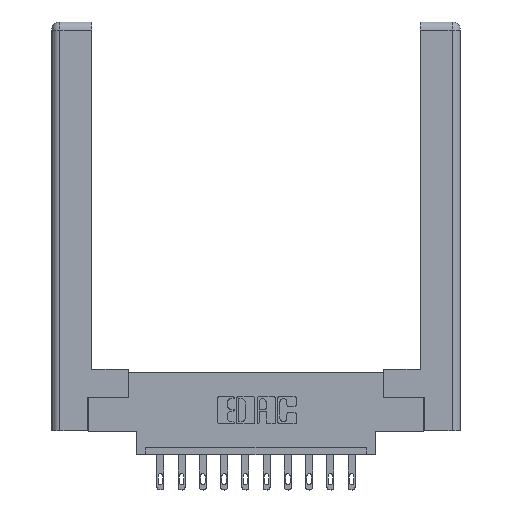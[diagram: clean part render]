
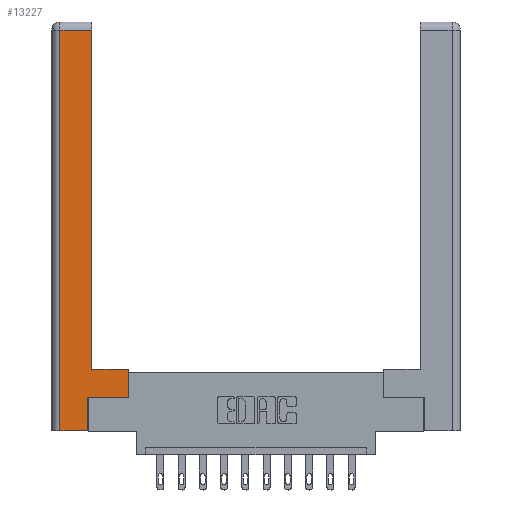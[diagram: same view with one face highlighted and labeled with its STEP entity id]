
A CAD part, top view. The second image highlights one B-rep face of the part: STEP entity #13227.
In plain terms, the highlighted planar face has unit normal (0, 0, 1).
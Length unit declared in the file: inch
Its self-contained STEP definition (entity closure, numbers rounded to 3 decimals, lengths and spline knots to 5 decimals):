
#29 = CARTESIAN_POINT ( 'NONE',  ( 0.265, 0.245, 0. ) ) ;
#266 = LINE ( 'NONE', #1747, #2043 ) ;
#409 = LINE ( 'NONE', #29, #7798 ) ;
#416 = VERTEX_POINT ( 'NONE', #10175 ) ;
#463 = VERTEX_POINT ( 'NONE', #3398 ) ;
#536 = ORIENTED_EDGE ( 'NONE', *, *, #4709, .T. ) ;
#806 = FACE_OUTER_BOUND ( 'NONE', #5795, .T. ) ;
#936 = CARTESIAN_POINT ( 'NONE',  ( 0.295, 0.45, 0. ) ) ;
#1353 = LINE ( 'NONE', #4990, #10112 ) ;
#1680 = DIRECTION ( 'NONE',  ( 0., 1., 0. ) ) ;
#1747 = CARTESIAN_POINT ( 'NONE',  ( 0.0615, 0., 0. ) ) ;
#2043 = VECTOR ( 'NONE', #4029, 39.37008 ) ;
#2458 = EDGE_CURVE ( 'NONE', #3986, #4800, #3256, .T. ) ;
#2936 = DIRECTION ( 'NONE',  ( -1., 0., 0. ) ) ;
#2980 = ORIENTED_EDGE ( 'NONE', *, *, #2458, .T. ) ;
#3021 = EDGE_CURVE ( 'NONE', #4800, #7594, #1353, .T. ) ;
#3256 = LINE ( 'NONE', #6036, #6338 ) ;
#3398 = CARTESIAN_POINT ( 'NONE',  ( 0.0615, 0., 0. ) ) ;
#3529 = CARTESIAN_POINT ( 'NONE',  ( 0.265, 0., 0. ) ) ;
#3707 = EDGE_CURVE ( 'NONE', #11608, #416, #409, .T. ) ;
#3710 = EDGE_CURVE ( 'NONE', #416, #9876, #14222, .T. ) ;
#3879 = VECTOR ( 'NONE', #13654, 39.37008 ) ;
#3986 = VERTEX_POINT ( 'NONE', #4625 ) ;
#4010 = EDGE_CURVE ( 'NONE', #9876, #8787, #4378, .T. ) ;
#4029 = DIRECTION ( 'NONE',  ( 0., -1., 0. ) ) ;
#4293 = CARTESIAN_POINT ( 'NONE',  ( 0.0615, 2.94, 0. ) ) ;
#4340 = VECTOR ( 'NONE', #10821, 39.37008 ) ;
#4378 = LINE ( 'NONE', #6150, #12162 ) ;
#4420 = CARTESIAN_POINT ( 'NONE',  ( 0.565, 0.245, 0. ) ) ;
#4625 = CARTESIAN_POINT ( 'NONE',  ( 0.295, 0.45, 0. ) ) ;
#4709 = EDGE_CURVE ( 'NONE', #7594, #463, #266, .T. ) ;
#4732 = CARTESIAN_POINT ( 'NONE',  ( 0.295, 2.94, 0. ) ) ;
#4748 = ORIENTED_EDGE ( 'NONE', *, *, #5053, .T. ) ;
#4800 = VERTEX_POINT ( 'NONE', #4732 ) ;
#4990 = CARTESIAN_POINT ( 'NONE',  ( 0.0615, 2.94, 0. ) ) ;
#5053 = EDGE_CURVE ( 'NONE', #463, #11608, #13375, .T. ) ;
#5795 = EDGE_LOOP ( 'NONE', ( #2980, #13499, #536, #4748, #13228, #13968, #6516, #6883 ) ) ;
#6036 = CARTESIAN_POINT ( 'NONE',  ( 0.295, 3., 0. ) ) ;
#6150 = CARTESIAN_POINT ( 'NONE',  ( 0.565, 0.45, 0. ) ) ;
#6338 = VECTOR ( 'NONE', #1680, 39.37008 ) ;
#6516 = ORIENTED_EDGE ( 'NONE', *, *, #4010, .T. ) ;
#6883 = ORIENTED_EDGE ( 'NONE', *, *, #7632, .T. ) ;
#7594 = VERTEX_POINT ( 'NONE', #4293 ) ;
#7632 = EDGE_CURVE ( 'NONE', #8787, #3986, #13176, .T. ) ;
#7764 = DIRECTION ( 'NONE',  ( 1., 0., 0. ) ) ;
#7798 = VECTOR ( 'NONE', #12246, 39.37008 ) ;
#8208 = DIRECTION ( 'NONE',  ( -1., 0., 0. ) ) ;
#8320 = DIRECTION ( 'NONE',  ( 0., 0., -1. ) ) ;
#8787 = VERTEX_POINT ( 'NONE', #13546 ) ;
#9365 = CARTESIAN_POINT ( 'NONE',  ( 0.265, 0., 0. ) ) ;
#9406 = PLANE ( 'NONE',  #9688 ) ;
#9688 = AXIS2_PLACEMENT_3D ( 'NONE', #10490, #8320, #2936 ) ;
#9848 = CARTESIAN_POINT ( 'NONE',  ( 0.565, 0.245, 0. ) ) ;
#9876 = VERTEX_POINT ( 'NONE', #9848 ) ;
#10112 = VECTOR ( 'NONE', #8208, 39.37008 ) ;
#10175 = CARTESIAN_POINT ( 'NONE',  ( 0.265, 0.245, 0. ) ) ;
#10490 = CARTESIAN_POINT ( 'NONE',  ( 0., 0., 0. ) ) ;
#10788 = VECTOR ( 'NONE', #7764, 39.37008 ) ;
#10821 = DIRECTION ( 'NONE',  ( -1., 0., 0. ) ) ;
#11568 = DIRECTION ( 'NONE',  ( 0., 1., 0. ) ) ;
#11608 = VERTEX_POINT ( 'NONE', #3529 ) ;
#12162 = VECTOR ( 'NONE', #11568, 39.37008 ) ;
#12246 = DIRECTION ( 'NONE',  ( 0., 1., 0. ) ) ;
#13176 = LINE ( 'NONE', #936, #4340 ) ;
#13227 = ADVANCED_FACE ( 'NONE', ( #806 ), #9406, .F. ) ;
#13228 = ORIENTED_EDGE ( 'NONE', *, *, #3707, .T. ) ;
#13375 = LINE ( 'NONE', #9365, #3879 ) ;
#13499 = ORIENTED_EDGE ( 'NONE', *, *, #3021, .T. ) ;
#13546 = CARTESIAN_POINT ( 'NONE',  ( 0.565, 0.45, 0. ) ) ;
#13654 = DIRECTION ( 'NONE',  ( 1., 0., 0. ) ) ;
#13968 = ORIENTED_EDGE ( 'NONE', *, *, #3710, .T. ) ;
#14222 = LINE ( 'NONE', #4420, #10788 ) ;
